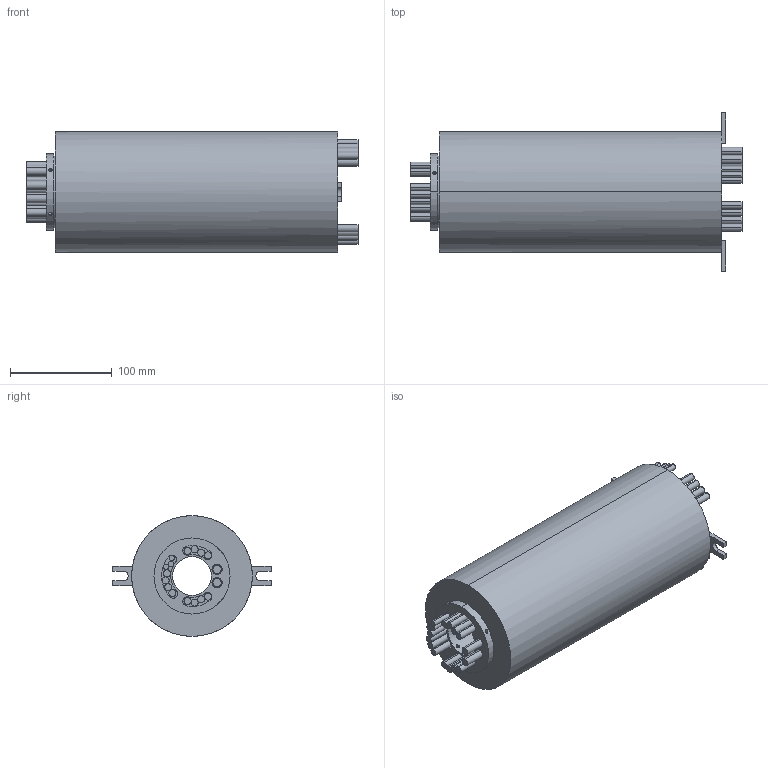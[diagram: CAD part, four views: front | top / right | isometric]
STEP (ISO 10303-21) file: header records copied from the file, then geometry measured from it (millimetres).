
FILE_DESCRIPTION (( 'STEP AP203' ), '1' );
FILE_NAME ('RX01223003.STEP', '2021-02-02T06:29:27', ( '微软用户' ), ( '微软中国' ), 'SwSTEP 2.0', 'SolidWorks 2014', '' );
FILE_SCHEMA (( 'CONFIG_CONTROL_DESIGN' ));
Length unit declared in the file: millimetre
Products named in the file (1): RX01223003
Bounding box: 327 x 156 x 119 mm (x, y, z)
Volume: 2826254.4 mm3; surface area: 188625.4 mm2
Topology: 1 solids, 1 shells, 233 faces, 523 edges, 342 vertices
Faces by surface type: cylinder 139, plane 86, cone 8
Entity records: 7096 total; most frequent: CARTESIAN_POINT 1523, DIRECTION 1257, ORIENTED_EDGE 1046, EDGE_CURVE 523, AXIS2_PLACEMENT_3D 516, VERTEX_POINT 342, EDGE_LOOP 297, CIRCLE 282
